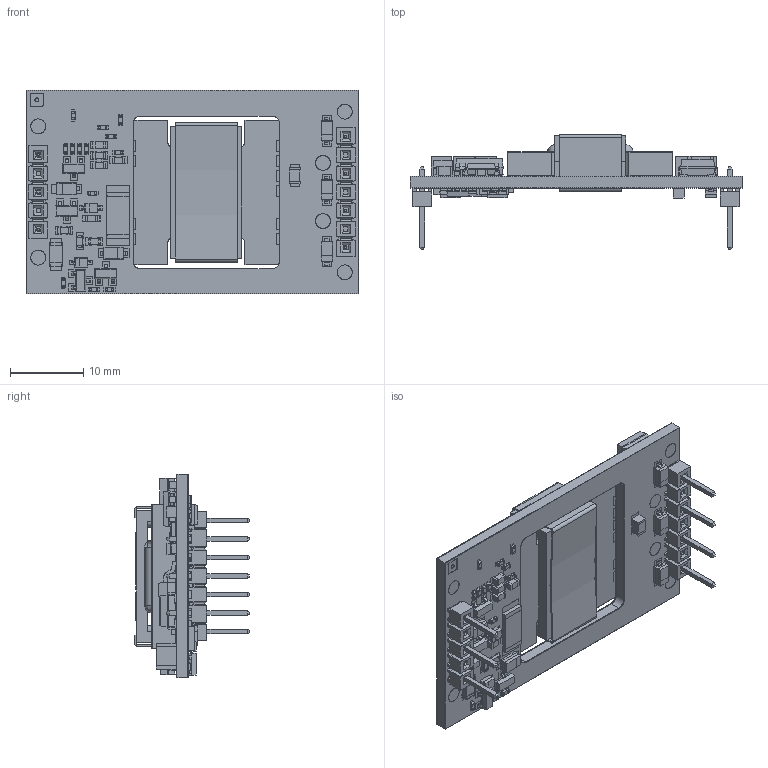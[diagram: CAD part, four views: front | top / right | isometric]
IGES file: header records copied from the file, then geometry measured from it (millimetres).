
Start section: SolidWorks IGES file using analytic representation for surfaces
Global section: file name: mps_dcdc_mgj6d_dc.igs; native system: SolidWorks 2015; preprocessor: SolidWorks 2015; author: LFrancis; date: 160905.165134; units: inch
Bounding box: 45.47 x 15.73 x 27.81 mm (x, y, z)
Surface area: 7581.5 mm2 (no closed solid volume)
Topology: 0 solids, 0 shells, 2140 faces, 14117 edges, 14109 vertices
Faces by surface type: bspline 1992, revolution 148
